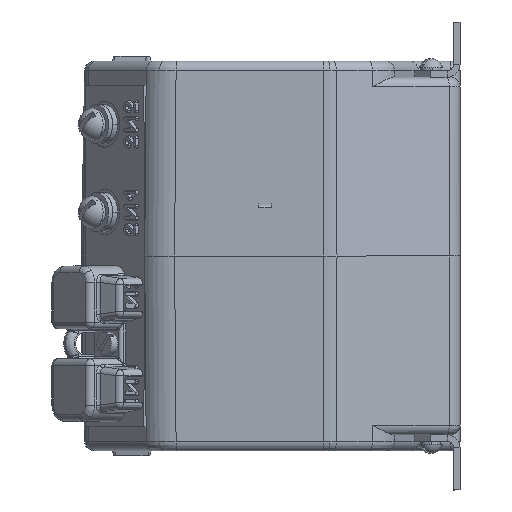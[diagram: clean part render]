
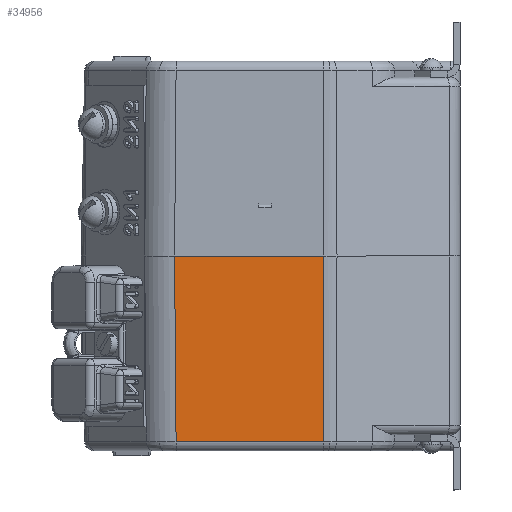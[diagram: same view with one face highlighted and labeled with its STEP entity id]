
A CAD part, left-side view. The second image highlights one B-rep face of the part: STEP entity #34956.
In plain terms, the highlighted planar face has unit normal (-1, 0, -0.018).
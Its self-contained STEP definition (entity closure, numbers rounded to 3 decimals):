
#146 = VERTEX_POINT ( 'NONE', #26542 ) ;
#1602 = VERTEX_POINT ( 'NONE', #2547 ) ;
#1603 = VERTEX_POINT ( 'NONE', #2548 ) ;
#2547 = CARTESIAN_POINT ( 'NONE',  ( -52.5, 27.83, 0. ) ) ;
#2548 = CARTESIAN_POINT ( 'NONE',  ( -52.5, -18.046, 0. ) ) ;
#2724 = CARTESIAN_POINT ( 'NONE',  ( -51.504, 27.366, -57.052 ) ) ;
#3899 = CARTESIAN_POINT ( 'NONE',  ( -52.5, 33.425, 0. ) ) ;
#3901 = PLANE ( 'NONE',  #13564 ) ;
#3904 = DIRECTION ( 'NONE',  ( -1., 0., -0.017 ) ) ;
#3905 = DIRECTION ( 'NONE',  ( -0.017, 0., 1. ) ) ;
#4520 = VERTEX_POINT ( 'NONE', #2724 ) ;
#6742 = CARTESIAN_POINT ( 'NONE',  ( -52.497, -18.045, -0.158 ) ) ;
#6743 = DIRECTION ( 'NONE',  ( -0.017, -0.003, 1. ) ) ;
#6765 = CARTESIAN_POINT ( 'NONE',  ( -52.5, 33.425, 0. ) ) ;
#6766 = DIRECTION ( 'NONE',  ( 0., 1., 0. ) ) ;
#6773 = CARTESIAN_POINT ( 'NONE',  ( -52.501, 27.83, 0.046 ) ) ;
#6774 = DIRECTION ( 'NONE',  ( 0.017, -0.008, -1. ) ) ;
#7294 = LINE ( 'NONE', #6742, #7295 ) ;
#7295 = VECTOR ( 'NONE', #6743, 1000. ) ;
#7307 = LINE ( 'NONE', #6765, #7308 ) ;
#7308 = VECTOR ( 'NONE', #6766, 1000. ) ;
#7315 = LINE ( 'NONE', #6773, #7316 ) ;
#7316 = VECTOR ( 'NONE', #6774, 1000. ) ;
#8235 = VECTOR ( 'NONE', #11561, 1000. ) ;
#8245 = LINE ( 'NONE', #11560, #8235 ) ;
#11560 = CARTESIAN_POINT ( 'NONE',  ( -51.504, 33.425, -57.052 ) ) ;
#11561 = DIRECTION ( 'NONE',  ( 0., -1., 0. ) ) ;
#13564 = AXIS2_PLACEMENT_3D ( 'NONE', #3899, #3904, #3905 ) ;
#18633 = ORIENTED_EDGE ( 'NONE', *, *, #35433, .T. ) ;
#18634 = ORIENTED_EDGE ( 'NONE', *, *, #36201, .T. ) ;
#18635 = ORIENTED_EDGE ( 'NONE', *, *, #35420, .T. ) ;
#18636 = ORIENTED_EDGE ( 'NONE', *, *, #35429, .T. ) ;
#19778 = EDGE_LOOP ( 'NONE', ( #18633, #18634, #18635, #18636 ) ) ;
#21973 = FACE_OUTER_BOUND ( 'NONE', #19778, .T. ) ;
#26542 = CARTESIAN_POINT ( 'NONE',  ( -51.504, -17.87, -57.052 ) ) ;
#34956 = ADVANCED_FACE ( 'NONE', ( #21973 ), #3901, .T. ) ;
#35420 = EDGE_CURVE ( 'NONE', #146, #1603, #7294, .T. ) ;
#35429 = EDGE_CURVE ( 'NONE', #1603, #1602, #7307, .T. ) ;
#35433 = EDGE_CURVE ( 'NONE', #1602, #4520, #7315, .T. ) ;
#36201 = EDGE_CURVE ( 'NONE', #4520, #146, #8245, .T. ) ;
